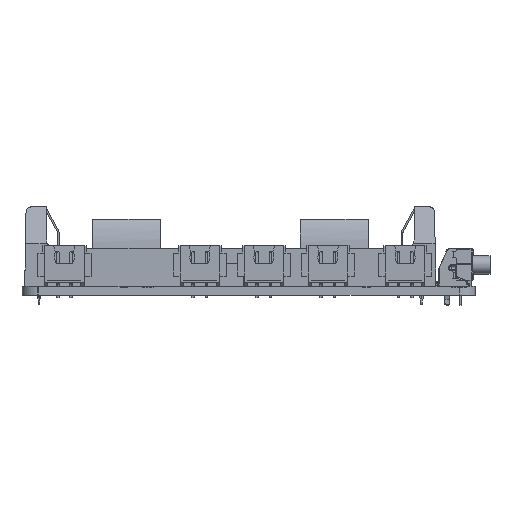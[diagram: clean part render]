
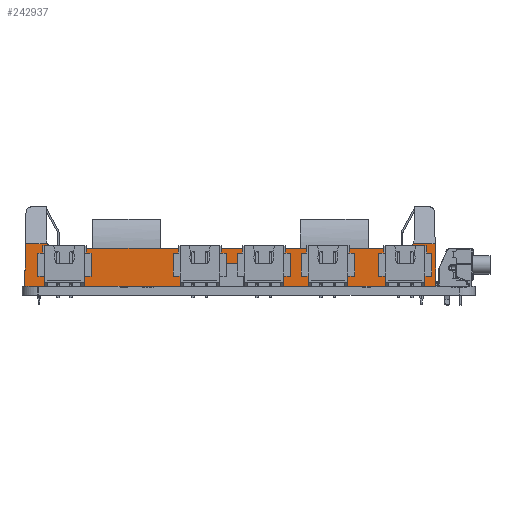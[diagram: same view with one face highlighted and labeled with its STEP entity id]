
A CAD part, left-side view. The second image highlights one B-rep face of the part: STEP entity #242937.
In plain terms, the highlighted free-form (B-spline) face has degree [1, 1] with [2, 2] control points.
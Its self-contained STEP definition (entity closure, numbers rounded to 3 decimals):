
#238688 = VERTEX_POINT('',#238689);
#238689 = CARTESIAN_POINT('',(8.508,61.404,
    6.085));
#238744 = VERTEX_POINT('',#238745);
#238745 = CARTESIAN_POINT('',(8.508,50.538,
    6.085));
#238782 = VERTEX_POINT('',#238783);
#238783 = CARTESIAN_POINT('',(8.508,28.068,
    6.085));
#238838 = VERTEX_POINT('',#238839);
#238839 = CARTESIAN_POINT('',(8.508,17.202,
    6.085));
#241895 = VERTEX_POINT('',#241896);
#241896 = CARTESIAN_POINT('',(8.508,67.446,
    6.085));
#241901 = EDGE_CURVE('',#241902,#241895,#241904,.T.);
#241902 = VERTEX_POINT('',#241903);
#241903 = CARTESIAN_POINT('',(8.508,68.669,
    6.867));
#241904 = ( BOUNDED_CURVE() B_SPLINE_CURVE(2,(#241905,#241906,#241907),
.UNSPECIFIED.,.F.,.F.) B_SPLINE_CURVE_WITH_KNOTS((3,3),(2.004,
3.142),.PIECEWISE_BEZIER_KNOTS.) CURVE() 
GEOMETRIC_REPRESENTATION_ITEM() RATIONAL_B_SPLINE_CURVE((1.,
0.842,1.)) REPRESENTATION_ITEM('') );
#241905 = CARTESIAN_POINT('',(8.508,68.669,
    6.867));
#241906 = CARTESIAN_POINT('',(8.508,68.307,
    6.085));
#241907 = CARTESIAN_POINT('',(8.508,67.446,
    6.085));
#241929 = EDGE_CURVE('',#241895,#238688,#241930,.T.);
#241930 = B_SPLINE_CURVE_WITH_KNOTS('',1,(#241931,#241932),
  .UNSPECIFIED.,.F.,.F.,(2,2),(0.,7.061),.PIECEWISE_BEZIER_KNOTS.);
#241931 = CARTESIAN_POINT('',(8.508,67.446,
    6.085));
#241932 = CARTESIAN_POINT('',(8.508,61.404,
    6.085));
#241945 = EDGE_CURVE('',#238688,#238744,#241946,.T.);
#241946 = B_SPLINE_CURVE_WITH_KNOTS('',1,(#241947,#241948),
  .UNSPECIFIED.,.F.,.F.,(2,2),(0.,12.7),.PIECEWISE_BEZIER_KNOTS.);
#241947 = CARTESIAN_POINT('',(8.508,61.404,
    6.085));
#241948 = CARTESIAN_POINT('',(8.508,50.538,
    6.085));
#241962 = EDGE_CURVE('',#238744,#238782,#241963,.T.);
#241963 = B_SPLINE_CURVE_WITH_KNOTS('',1,(#241964,#241965),
  .UNSPECIFIED.,.F.,.F.,(2,2),(0.,26.264),
  .PIECEWISE_BEZIER_KNOTS.);
#241964 = CARTESIAN_POINT('',(8.508,50.538,
    6.085));
#241965 = CARTESIAN_POINT('',(8.508,28.068,
    6.085));
#241977 = EDGE_CURVE('',#238782,#238838,#241978,.T.);
#241978 = B_SPLINE_CURVE_WITH_KNOTS('',1,(#241979,#241980),
  .UNSPECIFIED.,.F.,.F.,(2,2),(0.,12.7),.PIECEWISE_BEZIER_KNOTS.);
#241979 = CARTESIAN_POINT('',(8.508,28.068,
    6.085));
#241980 = CARTESIAN_POINT('',(8.508,17.202,
    6.085));
#241995 = EDGE_CURVE('',#238838,#241996,#241998,.T.);
#241996 = VERTEX_POINT('',#241997);
#241997 = CARTESIAN_POINT('',(8.508,11.204,
    6.085));
#241998 = B_SPLINE_CURVE_WITH_KNOTS('',1,(#241999,#242000),
  .UNSPECIFIED.,.F.,.F.,(2,2),(0.,7.01),.PIECEWISE_BEZIER_KNOTS.);
#241999 = CARTESIAN_POINT('',(8.508,17.202,
    6.085));
#242000 = CARTESIAN_POINT('',(8.508,11.204,
    6.085));
#242019 = VERTEX_POINT('',#242020);
#242020 = CARTESIAN_POINT('',(8.508,9.981,6.867
    ));
#242026 = EDGE_CURVE('',#241996,#242019,#242027,.T.);
#242027 = ( BOUNDED_CURVE() B_SPLINE_CURVE(2,(#242028,#242029,#242030),
.UNSPECIFIED.,.F.,.F.) B_SPLINE_CURVE_WITH_KNOTS((3,3),(3.142,
4.28),.PIECEWISE_BEZIER_KNOTS.) CURVE() 
GEOMETRIC_REPRESENTATION_ITEM() RATIONAL_B_SPLINE_CURVE((1.,
0.842,1.)) REPRESENTATION_ITEM('') );
#242028 = CARTESIAN_POINT('',(8.508,11.204,
    6.085));
#242029 = CARTESIAN_POINT('',(8.508,10.342,
    6.085));
#242030 = CARTESIAN_POINT('',(8.508,9.981,
    6.867));
#242047 = EDGE_CURVE('',#242019,#242048,#242050,.T.);
#242048 = VERTEX_POINT('',#242049);
#242049 = CARTESIAN_POINT('',(8.508,6.481,
    6.867));
#242050 = B_SPLINE_CURVE_WITH_KNOTS('',1,(#242051,#242052),
  .UNSPECIFIED.,.F.,.F.,(2,2),(0.,4.091),
  .PIECEWISE_BEZIER_KNOTS.);
#242051 = CARTESIAN_POINT('',(8.508,9.981,6.867
    ));
#242052 = CARTESIAN_POINT('',(8.508,6.481,
    6.867));
#242072 = VERTEX_POINT('',#242073);
#242073 = CARTESIAN_POINT('',(8.508,72.169,
    6.867));
#242078 = EDGE_CURVE('',#242072,#241902,#242079,.T.);
#242079 = B_SPLINE_CURVE_WITH_KNOTS('',1,(#242080,#242081),
  .UNSPECIFIED.,.F.,.F.,(2,2),(0.,4.091),
  .PIECEWISE_BEZIER_KNOTS.);
#242080 = CARTESIAN_POINT('',(8.508,72.169,
    6.867));
#242081 = CARTESIAN_POINT('',(8.508,68.669,
    6.867));
#242341 = EDGE_CURVE('',#242048,#242342,#242344,.T.);
#242342 = VERTEX_POINT('',#242343);
#242343 = CARTESIAN_POINT('',(8.508,6.361,0.));
#242344 = B_SPLINE_CURVE_WITH_KNOTS('',1,(#242345,#242346),
  .UNSPECIFIED.,.F.,.F.,(2,2),(-0.,8.028),
  .PIECEWISE_BEZIER_KNOTS.);
#242345 = CARTESIAN_POINT('',(8.508,6.481,
    6.867));
#242346 = CARTESIAN_POINT('',(8.508,6.361,
    0.));
#242921 = VERTEX_POINT('',#242922);
#242922 = CARTESIAN_POINT('',(8.508,72.288,0.));
#242927 = EDGE_CURVE('',#242921,#242072,#242928,.T.);
#242928 = B_SPLINE_CURVE_WITH_KNOTS('',1,(#242929,#242930),
  .UNSPECIFIED.,.F.,.F.,(2,2),(0.,8.028),
  .PIECEWISE_BEZIER_KNOTS.);
#242929 = CARTESIAN_POINT('',(8.508,72.288,0.));
#242930 = CARTESIAN_POINT('',(8.508,72.169,
    6.867));
#242937 = ADVANCED_FACE('',(#242938),#242984,.F.);
#242938 = FACE_BOUND('',#242939,.T.);
#242939 = EDGE_LOOP('',(#242940,#242941,#242948,#242955,#242962,#242969,
    #242974,#242975,#242976,#242977,#242978,#242979,#242980,#242981,
    #242982,#242983));
#242940 = ORIENTED_EDGE('',*,*,#242927,.F.);
#242941 = ORIENTED_EDGE('',*,*,#242942,.T.);
#242942 = EDGE_CURVE('',#242921,#242943,#242945,.T.);
#242943 = VERTEX_POINT('',#242944);
#242944 = CARTESIAN_POINT('',(8.508,41.498,0.));
#242945 = B_SPLINE_CURVE_WITH_KNOTS('',1,(#242946,#242947),
  .UNSPECIFIED.,.F.,.F.,(2,2),(0.,35.988),
  .PIECEWISE_BEZIER_KNOTS.);
#242946 = CARTESIAN_POINT('',(8.508,72.288,0.));
#242947 = CARTESIAN_POINT('',(8.508,41.498,0.));
#242948 = ORIENTED_EDGE('',*,*,#242949,.F.);
#242949 = EDGE_CURVE('',#242950,#242943,#242952,.T.);
#242950 = VERTEX_POINT('',#242951);
#242951 = CARTESIAN_POINT('',(8.508,41.498,
    3.586));
#242952 = B_SPLINE_CURVE_WITH_KNOTS('',1,(#242953,#242954),
  .UNSPECIFIED.,.F.,.F.,(2,2),(-0.,4.191),.PIECEWISE_BEZIER_KNOTS.);
#242953 = CARTESIAN_POINT('',(8.508,41.498,
    3.586));
#242954 = CARTESIAN_POINT('',(8.508,41.498,0.));
#242955 = ORIENTED_EDGE('',*,*,#242956,.F.);
#242956 = EDGE_CURVE('',#242957,#242950,#242959,.T.);
#242957 = VERTEX_POINT('',#242958);
#242958 = CARTESIAN_POINT('',(8.508,37.152,
    3.586));
#242959 = B_SPLINE_CURVE_WITH_KNOTS('',1,(#242960,#242961),
  .UNSPECIFIED.,.F.,.F.,(2,2),(0.,5.08),.PIECEWISE_BEZIER_KNOTS.);
#242960 = CARTESIAN_POINT('',(8.508,37.152,
    3.586));
#242961 = CARTESIAN_POINT('',(8.508,41.498,
    3.586));
#242962 = ORIENTED_EDGE('',*,*,#242963,.F.);
#242963 = EDGE_CURVE('',#242964,#242957,#242966,.T.);
#242964 = VERTEX_POINT('',#242965);
#242965 = CARTESIAN_POINT('',(8.508,37.152,0.));
#242966 = B_SPLINE_CURVE_WITH_KNOTS('',1,(#242967,#242968),
  .UNSPECIFIED.,.F.,.F.,(2,2),(0.,4.191),.PIECEWISE_BEZIER_KNOTS.);
#242967 = CARTESIAN_POINT('',(8.508,37.152,0.));
#242968 = CARTESIAN_POINT('',(8.508,37.152,
    3.586));
#242969 = ORIENTED_EDGE('',*,*,#242970,.T.);
#242970 = EDGE_CURVE('',#242964,#242342,#242971,.T.);
#242971 = B_SPLINE_CURVE_WITH_KNOTS('',1,(#242972,#242973),
  .UNSPECIFIED.,.F.,.F.,(2,2),(0.,35.988),
  .PIECEWISE_BEZIER_KNOTS.);
#242972 = CARTESIAN_POINT('',(8.508,37.152,0.));
#242973 = CARTESIAN_POINT('',(8.508,6.361,0.));
#242974 = ORIENTED_EDGE('',*,*,#242341,.F.);
#242975 = ORIENTED_EDGE('',*,*,#242047,.F.);
#242976 = ORIENTED_EDGE('',*,*,#242026,.F.);
#242977 = ORIENTED_EDGE('',*,*,#241995,.F.);
#242978 = ORIENTED_EDGE('',*,*,#241977,.F.);
#242979 = ORIENTED_EDGE('',*,*,#241962,.F.);
#242980 = ORIENTED_EDGE('',*,*,#241945,.F.);
#242981 = ORIENTED_EDGE('',*,*,#241929,.F.);
#242982 = ORIENTED_EDGE('',*,*,#241901,.F.);
#242983 = ORIENTED_EDGE('',*,*,#242078,.F.);
#242984 = B_SPLINE_SURFACE_WITH_KNOTS('',1,1,(
    (#242985,#242986)
    ,(#242987,#242988
    )),.UNSPECIFIED.,.F.,.F.,.F.,(2,2),(2,2),(-7.112,
    0.914),(-72.97,4.086),
  .PIECEWISE_BEZIER_KNOTS.);
#242985 = CARTESIAN_POINT('',(8.508,72.288,
    0.));
#242986 = CARTESIAN_POINT('',(8.508,6.361,
    0.));
#242987 = CARTESIAN_POINT('',(8.508,72.288,
    6.867));
#242988 = CARTESIAN_POINT('',(8.508,6.361,
    6.867));
